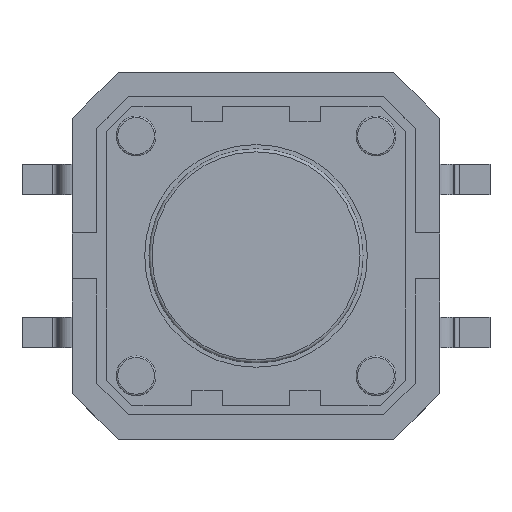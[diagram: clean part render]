
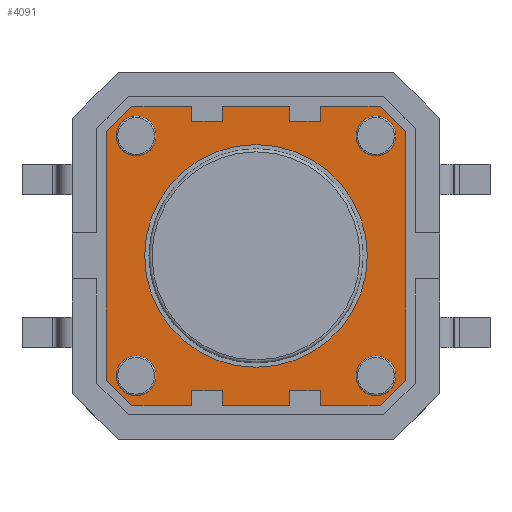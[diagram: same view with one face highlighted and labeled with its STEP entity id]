
A CAD part, top view. The second image highlights one B-rep face of the part: STEP entity #4091.
In plain terms, the highlighted planar face has unit normal (0, 0, 1).
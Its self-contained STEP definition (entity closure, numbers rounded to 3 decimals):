
#2911 = VERTEX_POINT('',#2912);
#2912 = CARTESIAN_POINT('',(4.9,-4.06,3.3));
#2918 = EDGE_CURVE('',#2911,#2919,#2921,.T.);
#2919 = VERTEX_POINT('',#2920);
#2920 = CARTESIAN_POINT('',(4.9,4.06,3.3));
#2921 = LINE('',#2922,#2923);
#2922 = CARTESIAN_POINT('',(4.9,-4.9,3.3));
#2923 = VECTOR('',#2924,1.);
#2924 = DIRECTION('',(0.,1.,0.));
#2942 = EDGE_CURVE('',#2919,#2943,#2945,.T.);
#2943 = VERTEX_POINT('',#2944);
#2944 = CARTESIAN_POINT('',(4.06,4.9,3.3));
#2945 = LINE('',#2946,#2947);
#2946 = CARTESIAN_POINT('',(4.48,4.48,3.3));
#2947 = VECTOR('',#2948,1.);
#2948 = DIRECTION('',(-0.707,0.707,0.));
#2966 = EDGE_CURVE('',#2943,#2967,#2969,.T.);
#2967 = VERTEX_POINT('',#2968);
#2968 = CARTESIAN_POINT('',(2.1,4.9,3.3));
#2969 = LINE('',#2970,#2971);
#2970 = CARTESIAN_POINT('',(4.9,4.9,3.3));
#2971 = VECTOR('',#2972,1.);
#2972 = DIRECTION('',(-1.,0.,0.));
#2991 = VERTEX_POINT('',#2992);
#2992 = CARTESIAN_POINT('',(2.1,4.4,3.3));
#2998 = EDGE_CURVE('',#2991,#2967,#2999,.T.);
#2999 = LINE('',#3000,#3001);
#3000 = CARTESIAN_POINT('',(2.1,4.4,3.3));
#3001 = VECTOR('',#3002,1.);
#3002 = DIRECTION('',(0.,1.,0.));
#3013 = VERTEX_POINT('',#3014);
#3014 = CARTESIAN_POINT('',(1.1,4.4,3.3));
#3022 = EDGE_CURVE('',#3013,#2991,#3023,.T.);
#3023 = LINE('',#3024,#3025);
#3024 = CARTESIAN_POINT('',(1.1,4.4,3.3));
#3025 = VECTOR('',#3026,1.);
#3026 = DIRECTION('',(1.,0.,0.));
#3037 = VERTEX_POINT('',#3038);
#3038 = CARTESIAN_POINT('',(1.1,4.9,3.3));
#3046 = EDGE_CURVE('',#3013,#3037,#3047,.T.);
#3047 = LINE('',#3048,#3049);
#3048 = CARTESIAN_POINT('',(1.1,4.4,3.3));
#3049 = VECTOR('',#3050,1.);
#3050 = DIRECTION('',(0.,1.,0.));
#3062 = EDGE_CURVE('',#3037,#3063,#3065,.T.);
#3063 = VERTEX_POINT('',#3064);
#3064 = CARTESIAN_POINT('',(-1.1,4.9,3.3));
#3065 = LINE('',#3066,#3067);
#3066 = CARTESIAN_POINT('',(4.9,4.9,3.3));
#3067 = VECTOR('',#3068,1.);
#3068 = DIRECTION('',(-1.,0.,0.));
#3087 = VERTEX_POINT('',#3088);
#3088 = CARTESIAN_POINT('',(-1.1,4.4,3.3));
#3094 = EDGE_CURVE('',#3087,#3063,#3095,.T.);
#3095 = LINE('',#3096,#3097);
#3096 = CARTESIAN_POINT('',(-1.1,4.4,3.3));
#3097 = VECTOR('',#3098,1.);
#3098 = DIRECTION('',(0.,1.,0.));
#3111 = VERTEX_POINT('',#3112);
#3112 = CARTESIAN_POINT('',(-2.1,4.4,3.3));
#3118 = EDGE_CURVE('',#3087,#3111,#3119,.T.);
#3119 = LINE('',#3120,#3121);
#3120 = CARTESIAN_POINT('',(-1.1,4.4,3.3));
#3121 = VECTOR('',#3122,1.);
#3122 = DIRECTION('',(-1.,0.,0.));
#3133 = VERTEX_POINT('',#3134);
#3134 = CARTESIAN_POINT('',(-2.1,4.9,3.3));
#3142 = EDGE_CURVE('',#3111,#3133,#3143,.T.);
#3143 = LINE('',#3144,#3145);
#3144 = CARTESIAN_POINT('',(-2.1,4.4,3.3));
#3145 = VECTOR('',#3146,1.);
#3146 = DIRECTION('',(0.,1.,0.));
#3158 = EDGE_CURVE('',#3133,#3159,#3161,.T.);
#3159 = VERTEX_POINT('',#3160);
#3160 = CARTESIAN_POINT('',(-4.06,4.9,3.3));
#3161 = LINE('',#3162,#3163);
#3162 = CARTESIAN_POINT('',(4.9,4.9,3.3));
#3163 = VECTOR('',#3164,1.);
#3164 = DIRECTION('',(-1.,0.,0.));
#3182 = EDGE_CURVE('',#3159,#3183,#3185,.T.);
#3183 = VERTEX_POINT('',#3184);
#3184 = CARTESIAN_POINT('',(-4.9,4.06,3.3));
#3185 = LINE('',#3186,#3187);
#3186 = CARTESIAN_POINT('',(-4.48,4.48,3.3));
#3187 = VECTOR('',#3188,1.);
#3188 = DIRECTION('',(-0.707,-0.707,0.));
#3206 = EDGE_CURVE('',#3183,#3207,#3209,.T.);
#3207 = VERTEX_POINT('',#3208);
#3208 = CARTESIAN_POINT('',(-4.9,-4.06,3.3));
#3209 = LINE('',#3210,#3211);
#3210 = CARTESIAN_POINT('',(-4.9,4.9,3.3));
#3211 = VECTOR('',#3212,1.);
#3212 = DIRECTION('',(0.,-1.,0.));
#3230 = EDGE_CURVE('',#3207,#3231,#3233,.T.);
#3231 = VERTEX_POINT('',#3232);
#3232 = CARTESIAN_POINT('',(-4.06,-4.9,3.3));
#3233 = LINE('',#3234,#3235);
#3234 = CARTESIAN_POINT('',(-4.48,-4.48,3.3));
#3235 = VECTOR('',#3236,1.);
#3236 = DIRECTION('',(0.707,-0.707,0.));
#3254 = EDGE_CURVE('',#3231,#3255,#3257,.T.);
#3255 = VERTEX_POINT('',#3256);
#3256 = CARTESIAN_POINT('',(-2.1,-4.9,3.3));
#3257 = LINE('',#3258,#3259);
#3258 = CARTESIAN_POINT('',(-4.9,-4.9,3.3));
#3259 = VECTOR('',#3260,1.);
#3260 = DIRECTION('',(1.,0.,0.));
#3279 = VERTEX_POINT('',#3280);
#3280 = CARTESIAN_POINT('',(-2.1,-4.4,3.3));
#3286 = EDGE_CURVE('',#3279,#3255,#3287,.T.);
#3287 = LINE('',#3288,#3289);
#3288 = CARTESIAN_POINT('',(-2.1,-4.4,3.3));
#3289 = VECTOR('',#3290,1.);
#3290 = DIRECTION('',(0.,-1.,0.));
#3301 = VERTEX_POINT('',#3302);
#3302 = CARTESIAN_POINT('',(-1.1,-4.4,3.3));
#3310 = EDGE_CURVE('',#3301,#3279,#3311,.T.);
#3311 = LINE('',#3312,#3313);
#3312 = CARTESIAN_POINT('',(-1.1,-4.4,3.3));
#3313 = VECTOR('',#3314,1.);
#3314 = DIRECTION('',(-1.,0.,0.));
#3325 = VERTEX_POINT('',#3326);
#3326 = CARTESIAN_POINT('',(-1.1,-4.9,3.3));
#3334 = EDGE_CURVE('',#3301,#3325,#3335,.T.);
#3335 = LINE('',#3336,#3337);
#3336 = CARTESIAN_POINT('',(-1.1,-4.4,3.3));
#3337 = VECTOR('',#3338,1.);
#3338 = DIRECTION('',(0.,-1.,0.));
#3350 = EDGE_CURVE('',#3325,#3351,#3353,.T.);
#3351 = VERTEX_POINT('',#3352);
#3352 = CARTESIAN_POINT('',(1.1,-4.9,3.3));
#3353 = LINE('',#3354,#3355);
#3354 = CARTESIAN_POINT('',(-4.9,-4.9,3.3));
#3355 = VECTOR('',#3356,1.);
#3356 = DIRECTION('',(1.,0.,0.));
#3375 = VERTEX_POINT('',#3376);
#3376 = CARTESIAN_POINT('',(1.1,-4.4,3.3));
#3382 = EDGE_CURVE('',#3375,#3351,#3383,.T.);
#3383 = LINE('',#3384,#3385);
#3384 = CARTESIAN_POINT('',(1.1,-4.4,3.3));
#3385 = VECTOR('',#3386,1.);
#3386 = DIRECTION('',(0.,-1.,0.));
#3399 = VERTEX_POINT('',#3400);
#3400 = CARTESIAN_POINT('',(2.1,-4.4,3.3));
#3406 = EDGE_CURVE('',#3375,#3399,#3407,.T.);
#3407 = LINE('',#3408,#3409);
#3408 = CARTESIAN_POINT('',(1.1,-4.4,3.3));
#3409 = VECTOR('',#3410,1.);
#3410 = DIRECTION('',(1.,0.,0.));
#3421 = VERTEX_POINT('',#3422);
#3422 = CARTESIAN_POINT('',(2.1,-4.9,3.3));
#3430 = EDGE_CURVE('',#3399,#3421,#3431,.T.);
#3431 = LINE('',#3432,#3433);
#3432 = CARTESIAN_POINT('',(2.1,-4.4,3.3));
#3433 = VECTOR('',#3434,1.);
#3434 = DIRECTION('',(0.,-1.,0.));
#3446 = EDGE_CURVE('',#3421,#3447,#3449,.T.);
#3447 = VERTEX_POINT('',#3448);
#3448 = CARTESIAN_POINT('',(4.06,-4.9,3.3));
#3449 = LINE('',#3450,#3451);
#3450 = CARTESIAN_POINT('',(-4.9,-4.9,3.3));
#3451 = VECTOR('',#3452,1.);
#3452 = DIRECTION('',(1.,0.,0.));
#3470 = EDGE_CURVE('',#2911,#3447,#3471,.T.);
#3471 = LINE('',#3472,#3473);
#3472 = CARTESIAN_POINT('',(4.48,-4.48,3.3));
#3473 = VECTOR('',#3474,1.);
#3474 = DIRECTION('',(-0.707,-0.707,0.));
#4091 = ADVANCED_FACE('',(#4092,#4118,#4129,#4140,#4151,#4162),#4173,.T.
);
#4092 = FACE_BOUND('',#4093,.T.);
#4093 = EDGE_LOOP('',(#4094,#4095,#4096,#4097,#4098,#4099,#4100,#4101,
#4102,#4103,#4104,#4105,#4106,#4107,#4108,#4109,#4110,#4111,#4112,
#4113,#4114,#4115,#4116,#4117));
#4094 = ORIENTED_EDGE('',*,*,#3470,.F.);
#4095 = ORIENTED_EDGE('',*,*,#2918,.T.);
#4096 = ORIENTED_EDGE('',*,*,#2942,.T.);
#4097 = ORIENTED_EDGE('',*,*,#2966,.T.);
#4098 = ORIENTED_EDGE('',*,*,#2998,.F.);
#4099 = ORIENTED_EDGE('',*,*,#3022,.F.);
#4100 = ORIENTED_EDGE('',*,*,#3046,.T.);
#4101 = ORIENTED_EDGE('',*,*,#3062,.T.);
#4102 = ORIENTED_EDGE('',*,*,#3094,.F.);
#4103 = ORIENTED_EDGE('',*,*,#3118,.T.);
#4104 = ORIENTED_EDGE('',*,*,#3142,.T.);
#4105 = ORIENTED_EDGE('',*,*,#3158,.T.);
#4106 = ORIENTED_EDGE('',*,*,#3182,.T.);
#4107 = ORIENTED_EDGE('',*,*,#3206,.T.);
#4108 = ORIENTED_EDGE('',*,*,#3230,.T.);
#4109 = ORIENTED_EDGE('',*,*,#3254,.T.);
#4110 = ORIENTED_EDGE('',*,*,#3286,.F.);
#4111 = ORIENTED_EDGE('',*,*,#3310,.F.);
#4112 = ORIENTED_EDGE('',*,*,#3334,.T.);
#4113 = ORIENTED_EDGE('',*,*,#3350,.T.);
#4114 = ORIENTED_EDGE('',*,*,#3382,.F.);
#4115 = ORIENTED_EDGE('',*,*,#3406,.T.);
#4116 = ORIENTED_EDGE('',*,*,#3430,.T.);
#4117 = ORIENTED_EDGE('',*,*,#3446,.T.);
#4118 = FACE_BOUND('',#4119,.T.);
#4119 = EDGE_LOOP('',(#4120));
#4120 = ORIENTED_EDGE('',*,*,#4121,.T.);
#4121 = EDGE_CURVE('',#4122,#4122,#4124,.T.);
#4122 = VERTEX_POINT('',#4123);
#4123 = CARTESIAN_POINT('',(-3.92,-4.57,3.3));
#4124 = CIRCLE('',#4125,0.65);
#4125 = AXIS2_PLACEMENT_3D('',#4126,#4127,#4128);
#4126 = CARTESIAN_POINT('',(-3.92,-3.92,3.3));
#4127 = DIRECTION('',(0.,0.,-1.));
#4128 = DIRECTION('',(0.,-1.,0.));
#4129 = FACE_BOUND('',#4130,.T.);
#4130 = EDGE_LOOP('',(#4131));
#4131 = ORIENTED_EDGE('',*,*,#4132,.F.);
#4132 = EDGE_CURVE('',#4133,#4133,#4135,.T.);
#4133 = VERTEX_POINT('',#4134);
#4134 = CARTESIAN_POINT('',(0.,3.64,3.3));
#4135 = CIRCLE('',#4136,3.64);
#4136 = AXIS2_PLACEMENT_3D('',#4137,#4138,#4139);
#4137 = CARTESIAN_POINT('',(0.,0.,3.3)
);
#4138 = DIRECTION('',(0.,0.,1.));
#4139 = DIRECTION('',(0.,1.,0.));
#4140 = FACE_BOUND('',#4141,.T.);
#4141 = EDGE_LOOP('',(#4142));
#4142 = ORIENTED_EDGE('',*,*,#4143,.T.);
#4143 = EDGE_CURVE('',#4144,#4144,#4146,.T.);
#4144 = VERTEX_POINT('',#4145);
#4145 = CARTESIAN_POINT('',(3.92,-4.57,3.3));
#4146 = CIRCLE('',#4147,0.65);
#4147 = AXIS2_PLACEMENT_3D('',#4148,#4149,#4150);
#4148 = CARTESIAN_POINT('',(3.92,-3.92,3.3));
#4149 = DIRECTION('',(0.,0.,-1.));
#4150 = DIRECTION('',(0.,-1.,0.));
#4151 = FACE_BOUND('',#4152,.T.);
#4152 = EDGE_LOOP('',(#4153));
#4153 = ORIENTED_EDGE('',*,*,#4154,.T.);
#4154 = EDGE_CURVE('',#4155,#4155,#4157,.T.);
#4155 = VERTEX_POINT('',#4156);
#4156 = CARTESIAN_POINT('',(3.92,4.57,3.3));
#4157 = CIRCLE('',#4158,0.65);
#4158 = AXIS2_PLACEMENT_3D('',#4159,#4160,#4161);
#4159 = CARTESIAN_POINT('',(3.92,3.92,3.3));
#4160 = DIRECTION('',(0.,0.,-1.));
#4161 = DIRECTION('',(0.,1.,0.));
#4162 = FACE_BOUND('',#4163,.T.);
#4163 = EDGE_LOOP('',(#4164));
#4164 = ORIENTED_EDGE('',*,*,#4165,.T.);
#4165 = EDGE_CURVE('',#4166,#4166,#4168,.T.);
#4166 = VERTEX_POINT('',#4167);
#4167 = CARTESIAN_POINT('',(-3.92,4.57,3.3));
#4168 = CIRCLE('',#4169,0.65);
#4169 = AXIS2_PLACEMENT_3D('',#4170,#4171,#4172);
#4170 = CARTESIAN_POINT('',(-3.92,3.92,3.3));
#4171 = DIRECTION('',(0.,0.,-1.));
#4172 = DIRECTION('',(0.,1.,0.));
#4173 = PLANE('',#4174);
#4174 = AXIS2_PLACEMENT_3D('',#4175,#4176,#4177);
#4175 = CARTESIAN_POINT('',(0.,0.,3.3));
#4176 = DIRECTION('',(0.,0.,1.));
#4177 = DIRECTION('',(0.,1.,0.));
